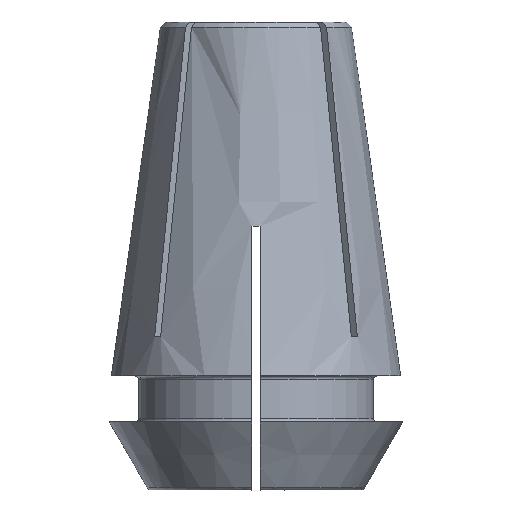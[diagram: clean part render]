
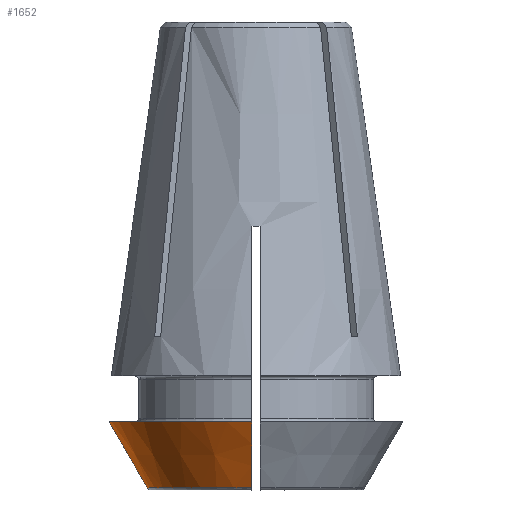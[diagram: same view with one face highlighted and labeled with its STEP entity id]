
A CAD part, front view. The second image highlights one B-rep face of the part: STEP entity #1652.
In plain terms, the highlighted conical face has half-angle 30 degrees and reference radius 8.625 mm.
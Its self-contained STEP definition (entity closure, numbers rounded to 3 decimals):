
#112=CONICAL_SURFACE('',#1789,8.625,0.524);
#418=ORIENTED_EDGE('',*,*,#930,.T.);
#419=ORIENTED_EDGE('',*,*,#931,.T.);
#420=ORIENTED_EDGE('',*,*,#927,.F.);
#421=ORIENTED_EDGE('',*,*,#932,.T.);
#927=EDGE_CURVE('',#1176,#1177,#1331,.T.);
#930=EDGE_CURVE('',#1178,#1179,#1332,.T.);
#931=EDGE_CURVE('',#1179,#1177,#1333,.T.);
#932=EDGE_CURVE('',#1176,#1178,#1334,.T.);
#1176=VERTEX_POINT('',#2604);
#1177=VERTEX_POINT('',#2605);
#1178=VERTEX_POINT('',#2610);
#1179=VERTEX_POINT('',#2611);
#1331=CIRCLE('',#1788,8.625);
#1332=CIRCLE('',#1790,6.388);
#1333=CIRCLE('',#1791,29854.866);
#1334=CIRCLE('',#1792,29357.179);
#1424=EDGE_LOOP('',(#418,#419,#420,#421));
#1516=FACE_BOUND('',#1424,.T.);
#1652=ADVANCED_FACE('',(#1516),#112,.T.);
#1788=AXIS2_PLACEMENT_3D('',#2603,#2065,#2066);
#1789=AXIS2_PLACEMENT_3D('',#2608,#2069,#2070);
#1790=AXIS2_PLACEMENT_3D('',#2609,#2071,#2072);
#1791=AXIS2_PLACEMENT_3D('',#2612,#2073,#2074);
#1792=AXIS2_PLACEMENT_3D('',#2613,#2075,#2076);
#2065=DIRECTION('',(0.,0.,1.));
#2066=DIRECTION('',(1.,0.,0.));
#2069=DIRECTION('',(0.,0.,1.));
#2070=DIRECTION('',(1.,0.,0.));
#2071=DIRECTION('',(0.,0.,1.));
#2072=DIRECTION('',(1.,0.,0.));
#2073=DIRECTION('',(-1.,0.,0.));
#2074=DIRECTION('',(0.,-0.866,-0.5));
#2075=DIRECTION('',(0.,-1.,0.));
#2076=DIRECTION('',(-0.866,0.,-0.5));
#2603=CARTESIAN_POINT('',(0.,0.,4.));
#2604=CARTESIAN_POINT('',(-8.621,-0.25,4.));
#2605=CARTESIAN_POINT('',(-0.25,-8.621,4.));
#2608=CARTESIAN_POINT('',(0.,0.,4.));
#2609=CARTESIAN_POINT('',(0.,0.,0.125));
#2610=CARTESIAN_POINT('',(-6.383,-0.25,0.125));
#2611=CARTESIAN_POINT('',(-0.25,-6.383,0.125));
#2612=CARTESIAN_POINT('',(-0.25,25843.901,14935.85));
#2613=CARTESIAN_POINT('',(25412.952,-0.25,14686.901));
